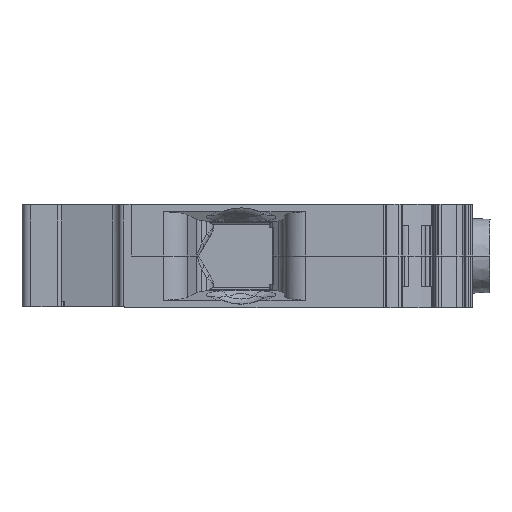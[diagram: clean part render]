
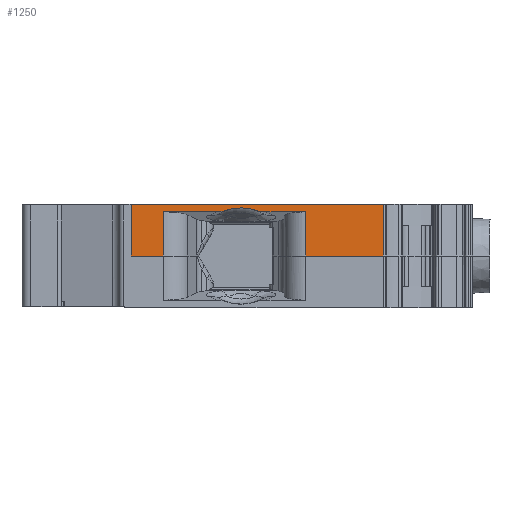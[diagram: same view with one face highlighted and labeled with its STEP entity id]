
A CAD part, left-side view. The second image highlights one B-rep face of the part: STEP entity #1250.
In plain terms, the highlighted planar face has unit normal (-1, 0, 0).
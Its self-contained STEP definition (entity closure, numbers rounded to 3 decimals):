
#173 = AXIS2_PLACEMENT_3D ( 'NONE', #3030, #3067, #3029 ) ;
#1250 = ADVANCED_FACE ( 'NONE', ( #3045 ), #3042, .T. ) ;
#2493 = AXIS2_PLACEMENT_3D ( 'NONE', #20187, #20219, #20195 ) ;
#2571 = CIRCLE ( 'NONE', #2493, 5.3 ) ;
#3029 = DIRECTION ( 'NONE',  ( 0., -1., 0. ) ) ;
#3030 = CARTESIAN_POINT ( 'NONE',  ( -135.422, 210.227, -207.519 ) ) ;
#3042 = PLANE ( 'NONE',  #173 ) ;
#3045 = FACE_OUTER_BOUND ( 'NONE', #22747, .T. ) ;
#3067 = DIRECTION ( 'NONE',  ( -1., 0., 0. ) ) ;
#5343 = CARTESIAN_POINT ( 'NONE',  ( -135.422, 235.614, -142.533 ) ) ;
#5354 = CARTESIAN_POINT ( 'NONE',  ( -135.422, 228.304, -137.249 ) ) ;
#5367 = CARTESIAN_POINT ( 'NONE',  ( -135.422, 224.975, -137.249 ) ) ;
#5369 = CARTESIAN_POINT ( 'NONE',  ( -135.422, 223.79, -137.444 ) ) ;
#5374 = CARTESIAN_POINT ( 'NONE',  ( -135.422, 219.175, -137.444 ) ) ;
#5402 = CARTESIAN_POINT ( 'NONE',  ( -135.422, 235.614, -137.444 ) ) ;
#8464 = VERTEX_POINT ( 'NONE', #9943 ) ;
#8495 = VERTEX_POINT ( 'NONE', #9947 ) ;
#8503 = VERTEX_POINT ( 'NONE', #9963 ) ;
#8531 = VERTEX_POINT ( 'NONE', #9982 ) ;
#8550 = VERTEX_POINT ( 'NONE', #5402 ) ;
#8581 = VERTEX_POINT ( 'NONE', #5369 ) ;
#8588 = VERTEX_POINT ( 'NONE', #5354 ) ;
#8602 = VERTEX_POINT ( 'NONE', #5343 ) ;
#8621 = VERTEX_POINT ( 'NONE', #5374 ) ;
#8626 = VERTEX_POINT ( 'NONE', #5367 ) ;
#9943 = CARTESIAN_POINT ( 'NONE',  ( -135.422, 239.331, -142.533 ) ) ;
#9947 = CARTESIAN_POINT ( 'NONE',  ( -135.422, 210.227, -142.533 ) ) ;
#9963 = CARTESIAN_POINT ( 'NONE',  ( -135.422, 229.489, -137.444 ) ) ;
#9982 = CARTESIAN_POINT ( 'NONE',  ( -135.422, 219.175, -142.533 ) ) ;
#11402 = ORIENTED_EDGE ( 'NONE', *, *, #15732, .T. ) ;
#11438 = ORIENTED_EDGE ( 'NONE', *, *, #15410, .F. ) ;
#11461 = ORIENTED_EDGE ( 'NONE', *, *, #15647, .T. ) ;
#13051 = B_SPLINE_CURVE_WITH_KNOTS ( 'NONE', 3,
 ( #20270, #20244, #20225, #20256, #20231, #20228 ),
 .UNSPECIFIED., .F., .F.,
 ( 4, 2, 4 ),
 ( 0., 0.5, 1. ),
 .UNSPECIFIED. ) ;
#13074 = B_SPLINE_CURVE_WITH_KNOTS ( 'NONE', 3,
 ( #20397, #20410, #20389, #20423, #20424, #20387 ),
 .UNSPECIFIED., .F., .F.,
 ( 4, 2, 4 ),
 ( 0., 0.5, 1. ),
 .UNSPECIFIED. ) ;
#14628 = LINE ( 'NONE', #14658, #22166 ) ;
#14658 = CARTESIAN_POINT ( 'NONE',  ( -135.422, 200.429, -136.535 ) ) ;
#14666 = DIRECTION ( 'NONE',  ( 0., -1., 0. ) ) ;
#15410 = EDGE_CURVE ( 'NONE', #18439, #18641, #14628, .T. ) ;
#15635 = EDGE_CURVE ( 'NONE', #8588, #8626, #2571, .T. ) ;
#15642 = EDGE_CURVE ( 'NONE', #8621, #8531, #20254, .T. ) ;
#15643 = EDGE_CURVE ( 'NONE', #8588, #8503, #13051, .T. ) ;
#15647 = EDGE_CURVE ( 'NONE', #8531, #8495, #20255, .T. ) ;
#15653 = EDGE_CURVE ( 'NONE', #8581, #8621, #20309, .T. ) ;
#15679 = EDGE_CURVE ( 'NONE', #8464, #8602, #20404, .T. ) ;
#15685 = EDGE_CURVE ( 'NONE', #8581, #8626, #13074, .T. ) ;
#15696 = EDGE_CURVE ( 'NONE', #18439, #8464, #20425, .T. ) ;
#15697 = EDGE_CURVE ( 'NONE', #8495, #18641, #20467, .T. ) ;
#15722 = EDGE_CURVE ( 'NONE', #8550, #8503, #20559, .T. ) ;
#15732 = EDGE_CURVE ( 'NONE', #8602, #8550, #20608, .T. ) ;
#18439 = VERTEX_POINT ( 'NONE', #20924 ) ;
#18641 = VERTEX_POINT ( 'NONE', #21010 ) ;
#20187 = CARTESIAN_POINT ( 'NONE',  ( -135.422, 226.639, -142.281 ) ) ;
#20195 = DIRECTION ( 'NONE',  ( 0., -1., 0. ) ) ;
#20219 = DIRECTION ( 'NONE',  ( 1., 0., 0. ) ) ;
#20223 = DIRECTION ( 'NONE',  ( 0., 0., -1. ) ) ;
#20224 = CARTESIAN_POINT ( 'NONE',  ( -135.422, 219.175, -207.519 ) ) ;
#20225 = CARTESIAN_POINT ( 'NONE',  ( -135.422, 228.716, -137.367 ) ) ;
#20228 = CARTESIAN_POINT ( 'NONE',  ( -135.422, 229.489, -137.444 ) ) ;
#20231 = CARTESIAN_POINT ( 'NONE',  ( -135.422, 229.311, -137.444 ) ) ;
#20236 = CARTESIAN_POINT ( 'NONE',  ( -135.422, 210.227, -142.533 ) ) ;
#20244 = CARTESIAN_POINT ( 'NONE',  ( -135.422, 228.508, -137.317 ) ) ;
#20254 = LINE ( 'NONE', #20224, #21963 ) ;
#20255 = LINE ( 'NONE', #20236, #21919 ) ;
#20256 = CARTESIAN_POINT ( 'NONE',  ( -135.422, 229.117, -137.43 ) ) ;
#20257 = DIRECTION ( 'NONE',  ( 0., -1., 0. ) ) ;
#20270 = CARTESIAN_POINT ( 'NONE',  ( -135.422, 228.304, -137.249 ) ) ;
#20307 = CARTESIAN_POINT ( 'NONE',  ( -135.422, 210.227, -137.444 ) ) ;
#20308 = DIRECTION ( 'NONE',  ( 0., -1., 0. ) ) ;
#20309 = LINE ( 'NONE', #20307, #21906 ) ;
#20375 = DIRECTION ( 'NONE',  ( 0., -1., 0. ) ) ;
#20382 = CARTESIAN_POINT ( 'NONE',  ( -135.422, 210.227, -142.533 ) ) ;
#20387 = CARTESIAN_POINT ( 'NONE',  ( -135.422, 224.975, -137.249 ) ) ;
#20389 = CARTESIAN_POINT ( 'NONE',  ( -135.422, 224.161, -137.43 ) ) ;
#20397 = CARTESIAN_POINT ( 'NONE',  ( -135.422, 223.79, -137.444 ) ) ;
#20404 = LINE ( 'NONE', #20382, #21908 ) ;
#20410 = CARTESIAN_POINT ( 'NONE',  ( -135.422, 223.967, -137.444 ) ) ;
#20423 = CARTESIAN_POINT ( 'NONE',  ( -135.422, 224.562, -137.367 ) ) ;
#20424 = CARTESIAN_POINT ( 'NONE',  ( -135.422, 224.77, -137.317 ) ) ;
#20425 = LINE ( 'NONE', #20460, #21915 ) ;
#20450 = DIRECTION ( 'NONE',  ( 0., 0., 1. ) ) ;
#20460 = CARTESIAN_POINT ( 'NONE',  ( -135.422, 239.331, -207.519 ) ) ;
#20461 = DIRECTION ( 'NONE',  ( 0., 0., -1. ) ) ;
#20467 = LINE ( 'NONE', #20473, #21928 ) ;
#20473 = CARTESIAN_POINT ( 'NONE',  ( -135.422, 210.227, -207.519 ) ) ;
#20534 = CARTESIAN_POINT ( 'NONE',  ( -135.422, 210.227, -137.444 ) ) ;
#20559 = LINE ( 'NONE', #20534, #21940 ) ;
#20569 = DIRECTION ( 'NONE',  ( 0., -1., 0. ) ) ;
#20595 = DIRECTION ( 'NONE',  ( 0., 0., 1. ) ) ;
#20608 = LINE ( 'NONE', #20630, #21902 ) ;
#20630 = CARTESIAN_POINT ( 'NONE',  ( -135.422, 235.614, -207.519 ) ) ;
#20924 = CARTESIAN_POINT ( 'NONE',  ( -135.422, 239.331, -136.535 ) ) ;
#21010 = CARTESIAN_POINT ( 'NONE',  ( -135.422, 210.227, -136.535 ) ) ;
#21902 = VECTOR ( 'NONE', #20595, 1000. ) ;
#21906 = VECTOR ( 'NONE', #20308, 1000. ) ;
#21908 = VECTOR ( 'NONE', #20375, 1000. ) ;
#21915 = VECTOR ( 'NONE', #20461, 1000. ) ;
#21919 = VECTOR ( 'NONE', #20257, 1000. ) ;
#21928 = VECTOR ( 'NONE', #20450, 1000. ) ;
#21940 = VECTOR ( 'NONE', #20569, 1000. ) ;
#21963 = VECTOR ( 'NONE', #20223, 1000. ) ;
#22166 = VECTOR ( 'NONE', #14666, 1000. ) ;
#22747 = EDGE_LOOP ( 'NONE', ( #23245, #23270, #11461, #23237, #11438, #23280, #23281, #11402, #23269, #23232, #23234, #23345 ) ) ;
#23232 = ORIENTED_EDGE ( 'NONE', *, *, #15643, .F. ) ;
#23234 = ORIENTED_EDGE ( 'NONE', *, *, #15635, .T. ) ;
#23237 = ORIENTED_EDGE ( 'NONE', *, *, #15697, .T. ) ;
#23245 = ORIENTED_EDGE ( 'NONE', *, *, #15653, .T. ) ;
#23269 = ORIENTED_EDGE ( 'NONE', *, *, #15722, .T. ) ;
#23270 = ORIENTED_EDGE ( 'NONE', *, *, #15642, .T. ) ;
#23280 = ORIENTED_EDGE ( 'NONE', *, *, #15696, .T. ) ;
#23281 = ORIENTED_EDGE ( 'NONE', *, *, #15679, .T. ) ;
#23345 = ORIENTED_EDGE ( 'NONE', *, *, #15685, .F. ) ;
